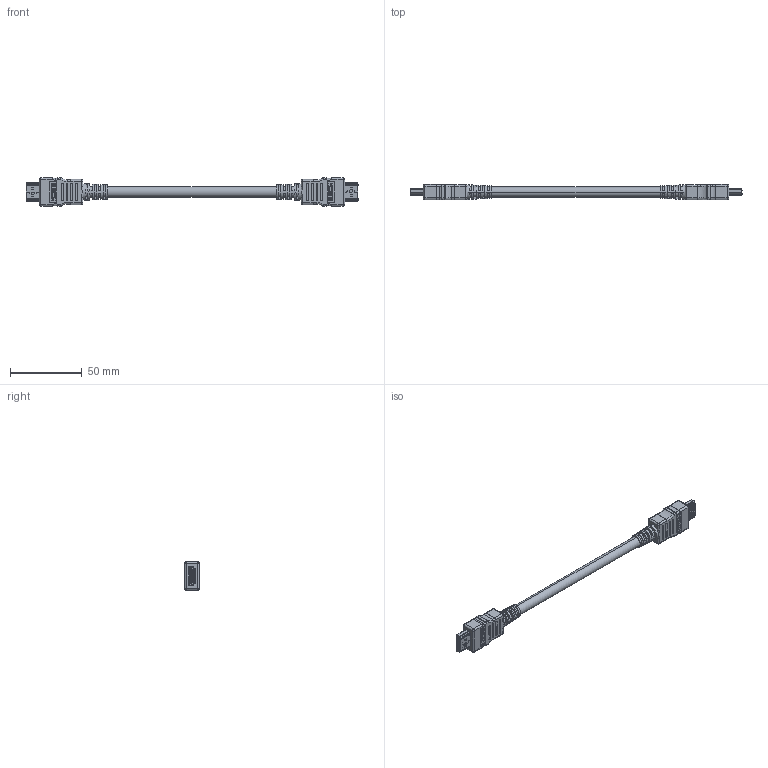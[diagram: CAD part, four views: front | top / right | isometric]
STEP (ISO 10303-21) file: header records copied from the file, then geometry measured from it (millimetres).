
FILE_DESCRIPTION (( 'STEP AP214' ), '1' );
FILE_NAME ('HDCAMMZ_3D.STEP', '2020-12-22T17:33:24', ( '' ), ( '' ), 'SwSTEP 2.0', 'SolidWorks 2018', '' );
FILE_SCHEMA (( 'AUTOMOTIVE_DESIGN' ));
Length unit declared in the file: inch
Products named in the file (8): 1AH05-007-MA2___; MTN-518_with Global Connectivity logo - No Cable; HDCAMMZ_3D; 1AH05-007-MA1___; 1AL05-040; 1AH05-007-MA3___; 1AH05-007___
Assembly tree (8 placements, depth 4):
  HDCAMMZ_3D
    1AL05-040
    MTN-518_with Global Connectivity logo - No Cable  x2
      MTN-518_with Global Connectivity logo - No Cable
      1AH05-007___
        1AH05-007-MA2___
        1AH05-007-MA1___
        1AH05-007-MA3___
Bounding box: 231.9 x 10.88 x 19.9 mm (x, y, z)
Volume: 20734.4 mm3; surface area: 18904.3 mm2
Topology: 47 solids, 47 shells, 4938 faces, 12976 edges, 8504 vertices
Faces by surface type: plane 4078, cylinder 602, bspline 182, torus 48, sphere 24, cone 4
Entity records: 85125 total; most frequent: CARTESIAN_POINT 17627, ORIENTED_EDGE 12922, DIRECTION 11606, EDGE_CURVE 6461, LINE 5540, VECTOR 5540, VERTEX_POINT 4254, AXIS2_PLACEMENT_3D 3033
